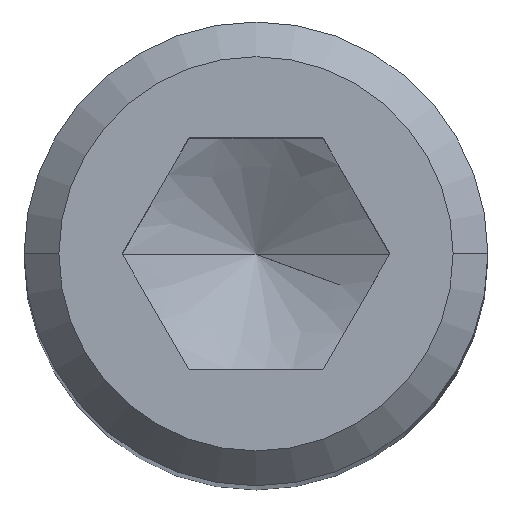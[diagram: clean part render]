
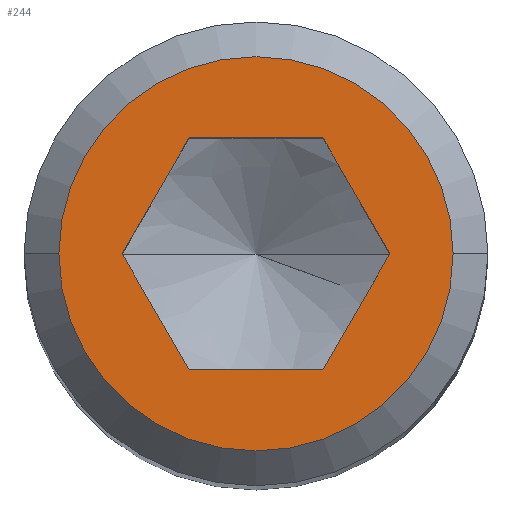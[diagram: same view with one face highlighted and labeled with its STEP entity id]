
A CAD part, top view. The second image highlights one B-rep face of the part: STEP entity #244.
In plain terms, the highlighted planar face has unit normal (0, 0, 1).
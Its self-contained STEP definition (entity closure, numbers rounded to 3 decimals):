
#132=VERTEX_POINT('',#320);
#134=EDGE_CURVE('',#264,#168,#322,.T.);
#136=VERTEX_POINT('',#324);
#156=EDGE_CURVE('',#192,#132,#346,.T.);
#160=EDGE_CURVE('',#214,#198,#350,.T.);
#168=VERTEX_POINT('',#359);
#170=EDGE_CURVE('',#168,#220,#361,.T.);
#192=VERTEX_POINT('',#386);
#198=VERTEX_POINT('',#392);
#214=VERTEX_POINT('',#408);
#220=VERTEX_POINT('',#415);
#222=EDGE_CURVE('',#220,#192,#417,.T.);
#240=EDGE_CURVE('',#198,#214,#437,.T.);
#244=ADVANCED_FACE('',(#442,#443),#444,.T.);
#258=EDGE_CURVE('',#136,#264,#459,.T.);
#264=VERTEX_POINT('',#466);
#270=EDGE_CURVE('',#132,#136,#472,.T.);
#320=CARTESIAN_POINT('',(1.155,-2.0,50.0));
#322=LINE('',#524,#525);
#324=CARTESIAN_POINT('',(-1.155,-2.0,50.0));
#346=LINE('',#574,#575);
#350=CIRCLE('',#582,3.4);
#359=CARTESIAN_POINT('',(-1.155,2.0,50.0));
#361=LINE('',#596,#597);
#386=CARTESIAN_POINT('',(2.309,0.0,50.0));
#392=CARTESIAN_POINT('',(3.4,0.,50.));
#408=CARTESIAN_POINT('',(-3.4,0.,50.));
#415=CARTESIAN_POINT('',(1.155,2.0,50.0));
#417=LINE('',#689,#690);
#437=CIRCLE('',#726,3.4);
#442=FACE_BOUND('',#731,.T.);
#443=FACE_OUTER_BOUND('',#732,.T.);
#444=PLANE('',#733);
#459=LINE('',#763,#764);
#466=CARTESIAN_POINT('',(-2.309,0.0,50.0));
#472=LINE('',#780,#781);
#524=CARTESIAN_POINT('',(-1.443,1.5,50.0));
#525=VECTOR('',#836,1.0);
#574=CARTESIAN_POINT('',(1.443,-1.5,50.0));
#575=VECTOR('',#855,1.0);
#582=AXIS2_PLACEMENT_3D('',#857,#858,#859);
#596=CARTESIAN_POINT('',(0.577,2.0,50.0));
#597=VECTOR('',#869,1.0);
#689=CARTESIAN_POINT('',(2.021,0.5,50.0));
#690=VECTOR('',#922,1.0);
#726=AXIS2_PLACEMENT_3D('',#944,#945,#946);
#731=EDGE_LOOP('',(#956,#957,#958,#959,#960,#961));
#732=EDGE_LOOP('',(#962,#963));
#733=AXIS2_PLACEMENT_3D('',#964,#965,#966);
#763=CARTESIAN_POINT('',(-2.021,-0.5,50.0));
#764=VECTOR('',#977,1.0);
#780=CARTESIAN_POINT('',(-0.577,-2.0,50.0));
#781=VECTOR('',#988,1.0);
#836=DIRECTION('',(0.5,0.866,0.0));
#855=DIRECTION('',(-0.5,-0.866,0.0));
#857=CARTESIAN_POINT('',(0.,0.,50.));
#858=DIRECTION('',(0.,0.,1.0));
#859=DIRECTION('',(-1.0,0.,0.));
#869=DIRECTION('',(1.0,0.0,0.0));
#922=DIRECTION('',(0.5,-0.866,0.0));
#944=CARTESIAN_POINT('',(0.,0.,50.));
#945=DIRECTION('',(0.,0.,1.0));
#946=DIRECTION('',(-1.0,0.,0.));
#956=ORIENTED_EDGE('',*,*,#258,.T.);
#957=ORIENTED_EDGE('',*,*,#134,.T.);
#958=ORIENTED_EDGE('',*,*,#170,.T.);
#959=ORIENTED_EDGE('',*,*,#222,.T.);
#960=ORIENTED_EDGE('',*,*,#156,.T.);
#961=ORIENTED_EDGE('',*,*,#270,.T.);
#962=ORIENTED_EDGE('',*,*,#160,.T.);
#963=ORIENTED_EDGE('',*,*,#240,.T.);
#964=CARTESIAN_POINT('',(-1.7,0.,50.));
#965=DIRECTION('',(0.,0.,1.0));
#966=DIRECTION('',(-1.0,0.,0.0));
#977=DIRECTION('',(-0.5,0.866,0.0));
#988=DIRECTION('',(-1.0,0.0,0.0));
